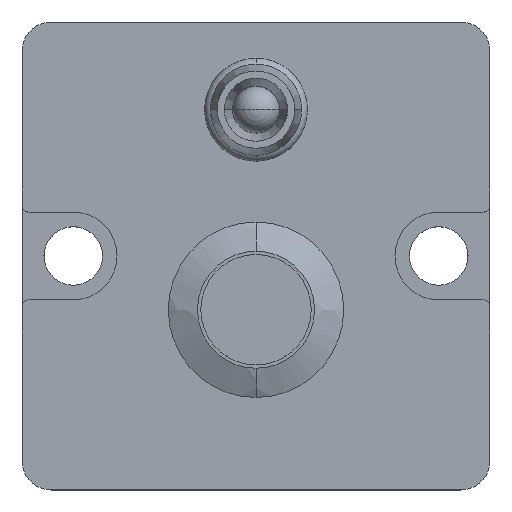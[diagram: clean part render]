
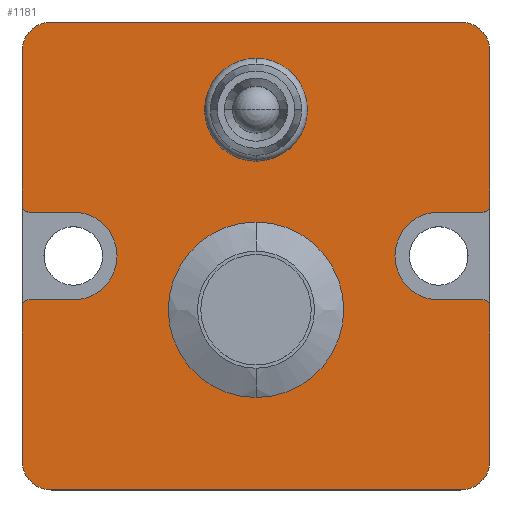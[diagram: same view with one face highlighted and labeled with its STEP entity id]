
A CAD part, top view. The second image highlights one B-rep face of the part: STEP entity #1181.
In plain terms, the highlighted planar face has unit normal (0, 0, 1).
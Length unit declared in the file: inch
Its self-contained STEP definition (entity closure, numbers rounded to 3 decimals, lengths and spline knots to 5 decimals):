
#742=CARTESIAN_POINT('',(0.,-0.227,0.015));
#743=DIRECTION('',(0.,0.,1.));
#744=DIRECTION('',(1.,0.,0.));
#745=AXIS2_PLACEMENT_3D('',#742,#743,#744);
#747=CARTESIAN_POINT('',(0.,-0.227,0.015));
#748=DIRECTION('',(0.,0.,1.));
#749=DIRECTION('',(-1.,0.,0.));
#750=AXIS2_PLACEMENT_3D('',#747,#748,#749);
#752=CARTESIAN_POINT('',(0.,0.62488,0.015));
#753=DIRECTION('',(0.,0.,1.));
#754=DIRECTION('',(1.,0.,0.));
#755=AXIS2_PLACEMENT_3D('',#752,#753,#754);
#757=CARTESIAN_POINT('',(0.,0.62488,0.015));
#758=DIRECTION('',(0.,0.,1.));
#759=DIRECTION('',(-1.,0.,0.));
#760=AXIS2_PLACEMENT_3D('',#757,#758,#759);
#762=CARTESIAN_POINT('',(-0.97,0.2175,0.015));
#763=DIRECTION('',(0.,0.,1.));
#764=DIRECTION('',(-1.,0.,0.));
#765=AXIS2_PLACEMENT_3D('',#762,#763,#764);
#767=DIRECTION('',(0.,-1.,0.));
#768=VECTOR('',#767,0.6575);
#769=CARTESIAN_POINT('',(-1.,0.875,0.015));
#770=LINE('',#769,#768);
#771=CARTESIAN_POINT('',(-0.875,0.875,0.015));
#772=DIRECTION('',(0.,0.,1.));
#773=DIRECTION('',(0.,1.,0.));
#774=AXIS2_PLACEMENT_3D('',#771,#772,#773);
#776=DIRECTION('',(-1.,0.,0.));
#777=VECTOR('',#776,1.75);
#778=CARTESIAN_POINT('',(0.875,1.,0.015));
#779=LINE('',#778,#777);
#780=CARTESIAN_POINT('',(0.875,0.875,0.015));
#781=DIRECTION('',(0.,0.,1.));
#782=DIRECTION('',(1.,0.,0.));
#783=AXIS2_PLACEMENT_3D('',#780,#781,#782);
#785=DIRECTION('',(0.,1.,0.));
#786=VECTOR('',#785,0.6575);
#787=CARTESIAN_POINT('',(1.,0.2175,0.015));
#788=LINE('',#787,#786);
#789=CARTESIAN_POINT('',(0.97,0.2175,0.015));
#790=DIRECTION('',(0.,0.,1.));
#791=DIRECTION('',(0.,-1.,0.));
#792=AXIS2_PLACEMENT_3D('',#789,#790,#791);
#794=DIRECTION('',(-1.,0.,0.));
#795=VECTOR('',#794,0.18875);
#796=CARTESIAN_POINT('',(0.97,0.1875,0.015));
#797=LINE('',#796,#795);
#798=CARTESIAN_POINT('',(0.78125,0.,0.015));
#799=DIRECTION('',(0.,0.,1.));
#800=DIRECTION('',(0.,1.,0.));
#801=AXIS2_PLACEMENT_3D('',#798,#799,#800);
#803=DIRECTION('',(-1.,0.,0.));
#804=VECTOR('',#803,0.18875);
#805=CARTESIAN_POINT('',(0.97,-0.1875,0.015));
#806=LINE('',#805,#804);
#807=CARTESIAN_POINT('',(0.97,-0.2175,0.015));
#808=DIRECTION('',(0.,0.,1.));
#809=DIRECTION('',(1.,0.,0.));
#810=AXIS2_PLACEMENT_3D('',#807,#808,#809);
#812=DIRECTION('',(0.,1.,0.));
#813=VECTOR('',#812,0.6575);
#814=CARTESIAN_POINT('',(1.,-0.875,0.015));
#815=LINE('',#814,#813);
#816=CARTESIAN_POINT('',(0.875,-0.875,0.015));
#817=DIRECTION('',(0.,0.,1.));
#818=DIRECTION('',(0.,-1.,0.));
#819=AXIS2_PLACEMENT_3D('',#816,#817,#818);
#821=DIRECTION('',(1.,0.,0.));
#822=VECTOR('',#821,1.75);
#823=CARTESIAN_POINT('',(-0.875,-1.,0.015));
#824=LINE('',#823,#822);
#825=CARTESIAN_POINT('',(-0.875,-0.875,0.015));
#826=DIRECTION('',(0.,0.,1.));
#827=DIRECTION('',(-1.,0.,0.));
#828=AXIS2_PLACEMENT_3D('',#825,#826,#827);
#830=DIRECTION('',(0.,-1.,0.));
#831=VECTOR('',#830,0.6575);
#832=CARTESIAN_POINT('',(-1.,-0.2175,0.015));
#833=LINE('',#832,#831);
#834=CARTESIAN_POINT('',(-0.97,-0.2175,0.015));
#835=DIRECTION('',(0.,0.,1.));
#836=DIRECTION('',(0.,1.,0.));
#837=AXIS2_PLACEMENT_3D('',#834,#835,#836);
#839=DIRECTION('',(1.,0.,0.));
#840=VECTOR('',#839,0.18875);
#841=CARTESIAN_POINT('',(-0.97,-0.1875,0.015));
#842=LINE('',#841,#840);
#843=CARTESIAN_POINT('',(-0.78125,0.,0.015));
#844=DIRECTION('',(0.,0.,1.));
#845=DIRECTION('',(0.,-1.,0.));
#846=AXIS2_PLACEMENT_3D('',#843,#844,#845);
#848=DIRECTION('',(1.,0.,0.));
#849=VECTOR('',#848,0.18875);
#850=CARTESIAN_POINT('',(-0.97,0.1875,0.015));
#851=LINE('',#850,#849);
#944=CARTESIAN_POINT('',(-0.875,1.,0.015));
#945=VERTEX_POINT('',#944);
#946=CARTESIAN_POINT('',(-1.,0.875,0.015));
#947=VERTEX_POINT('',#946);
#952=CARTESIAN_POINT('',(1.,0.875,0.015));
#953=VERTEX_POINT('',#952);
#954=CARTESIAN_POINT('',(0.875,1.,0.015));
#955=VERTEX_POINT('',#954);
#960=CARTESIAN_POINT('',(0.875,-1.,0.015));
#961=VERTEX_POINT('',#960);
#962=CARTESIAN_POINT('',(1.,-0.875,0.015));
#963=VERTEX_POINT('',#962);
#968=CARTESIAN_POINT('',(-1.,-0.875,0.015));
#969=VERTEX_POINT('',#968);
#970=CARTESIAN_POINT('',(-0.875,-1.,0.015));
#971=VERTEX_POINT('',#970);
#980=CARTESIAN_POINT('',(-0.78125,-0.1875,0.015));
#981=CARTESIAN_POINT('',(-0.78125,0.1875,0.015));
#982=VERTEX_POINT('',#980);
#983=VERTEX_POINT('',#981);
#984=CARTESIAN_POINT('',(0.78125,0.1875,0.015));
#985=CARTESIAN_POINT('',(0.78125,-0.1875,0.015));
#986=VERTEX_POINT('',#984);
#987=VERTEX_POINT('',#985);
#996=CARTESIAN_POINT('',(0.315,-0.227,0.015));
#997=CARTESIAN_POINT('',(-0.315,-0.227,0.015));
#998=VERTEX_POINT('',#996);
#999=VERTEX_POINT('',#997);
#1000=CARTESIAN_POINT('',(0.175,0.62488,0.015));
#1001=CARTESIAN_POINT('',(-0.175,0.62488,0.015));
#1002=VERTEX_POINT('',#1000);
#1003=VERTEX_POINT('',#1001);
#1004=CARTESIAN_POINT('',(-1.,0.2175,0.015));
#1005=CARTESIAN_POINT('',(-0.97,0.1875,0.015));
#1006=VERTEX_POINT('',#1004);
#1007=VERTEX_POINT('',#1005);
#1016=CARTESIAN_POINT('',(-0.97,-0.1875,0.015));
#1017=VERTEX_POINT('',#1016);
#1018=CARTESIAN_POINT('',(-1.,-0.2175,0.015));
#1019=VERTEX_POINT('',#1018);
#1024=CARTESIAN_POINT('',(0.97,0.1875,0.015));
#1025=VERTEX_POINT('',#1024);
#1026=CARTESIAN_POINT('',(1.,0.2175,0.015));
#1027=VERTEX_POINT('',#1026);
#1028=CARTESIAN_POINT('',(1.,-0.2175,0.015));
#1029=CARTESIAN_POINT('',(0.97,-0.1875,0.015));
#1030=VERTEX_POINT('',#1028);
#1031=VERTEX_POINT('',#1029);
#1124=CARTESIAN_POINT('',(0.,0.,0.015));
#1125=DIRECTION('',(0.,0.,1.));
#1126=DIRECTION('',(1.,0.,0.));
#1127=AXIS2_PLACEMENT_3D('',#1124,#1125,#1126);
#1128=PLANE('',#1127);
#1130=ORIENTED_EDGE('',*,*,#1129,.F.);
#1132=ORIENTED_EDGE('',*,*,#1131,.F.);
#1134=ORIENTED_EDGE('',*,*,#1133,.F.);
#1136=ORIENTED_EDGE('',*,*,#1135,.F.);
#1138=ORIENTED_EDGE('',*,*,#1137,.F.);
#1140=ORIENTED_EDGE('',*,*,#1139,.F.);
#1142=ORIENTED_EDGE('',*,*,#1141,.F.);
#1144=ORIENTED_EDGE('',*,*,#1143,.T.);
#1146=ORIENTED_EDGE('',*,*,#1145,.T.);
#1148=ORIENTED_EDGE('',*,*,#1147,.F.);
#1150=ORIENTED_EDGE('',*,*,#1149,.F.);
#1152=ORIENTED_EDGE('',*,*,#1151,.F.);
#1154=ORIENTED_EDGE('',*,*,#1153,.F.);
#1156=ORIENTED_EDGE('',*,*,#1155,.F.);
#1158=ORIENTED_EDGE('',*,*,#1157,.F.);
#1160=ORIENTED_EDGE('',*,*,#1159,.F.);
#1162=ORIENTED_EDGE('',*,*,#1161,.F.);
#1164=ORIENTED_EDGE('',*,*,#1163,.T.);
#1166=ORIENTED_EDGE('',*,*,#1165,.T.);
#1168=ORIENTED_EDGE('',*,*,#1167,.F.);
#1169=EDGE_LOOP('',(#1130,#1132,#1134,#1136,#1138,#1140,#1142,#1144,#1146,#1148,
#1150,#1152,#1154,#1156,#1158,#1160,#1162,#1164,#1166,#1168));
#1170=FACE_OUTER_BOUND('',#1169,.F.);
#1172=ORIENTED_EDGE('',*,*,#1171,.T.);
#1174=ORIENTED_EDGE('',*,*,#1173,.T.);
#1175=EDGE_LOOP('',(#1172,#1174));
#1176=FACE_BOUND('',#1175,.F.);
#1177=ORIENTED_EDGE('',*,*,#1104,.T.);
#1178=ORIENTED_EDGE('',*,*,#1118,.T.);
#1179=EDGE_LOOP('',(#1177,#1178));
#1180=FACE_BOUND('',#1179,.F.);
#1181=ADVANCED_FACE('',(#1170,#1176,#1180),#1128,.T.);
#746=CIRCLE('',#745,0.315);
#751=CIRCLE('',#750,0.315);
#756=CIRCLE('',#755,0.175);
#761=CIRCLE('',#760,0.175);
#766=CIRCLE('',#765,0.03);
#775=CIRCLE('',#774,0.125);
#784=CIRCLE('',#783,0.125);
#793=CIRCLE('',#792,0.03);
#802=CIRCLE('',#801,0.1875);
#811=CIRCLE('',#810,0.03);
#820=CIRCLE('',#819,0.125);
#829=CIRCLE('',#828,0.125);
#838=CIRCLE('',#837,0.03);
#847=CIRCLE('',#846,0.1875);
#1104=EDGE_CURVE('',#998,#999,#746,.T.);
#1118=EDGE_CURVE('',#999,#998,#751,.T.);
#1129=EDGE_CURVE('',#1006,#1007,#766,.T.);
#1131=EDGE_CURVE('',#947,#1006,#770,.T.);
#1133=EDGE_CURVE('',#945,#947,#775,.T.);
#1135=EDGE_CURVE('',#955,#945,#779,.T.);
#1137=EDGE_CURVE('',#953,#955,#784,.T.);
#1139=EDGE_CURVE('',#1027,#953,#788,.T.);
#1141=EDGE_CURVE('',#1025,#1027,#793,.T.);
#1143=EDGE_CURVE('',#1025,#986,#797,.T.);
#1145=EDGE_CURVE('',#986,#987,#802,.T.);
#1147=EDGE_CURVE('',#1031,#987,#806,.T.);
#1149=EDGE_CURVE('',#1030,#1031,#811,.T.);
#1151=EDGE_CURVE('',#963,#1030,#815,.T.);
#1153=EDGE_CURVE('',#961,#963,#820,.T.);
#1155=EDGE_CURVE('',#971,#961,#824,.T.);
#1157=EDGE_CURVE('',#969,#971,#829,.T.);
#1159=EDGE_CURVE('',#1019,#969,#833,.T.);
#1161=EDGE_CURVE('',#1017,#1019,#838,.T.);
#1163=EDGE_CURVE('',#1017,#982,#842,.T.);
#1165=EDGE_CURVE('',#982,#983,#847,.T.);
#1167=EDGE_CURVE('',#1007,#983,#851,.T.);
#1171=EDGE_CURVE('',#1002,#1003,#756,.T.);
#1173=EDGE_CURVE('',#1003,#1002,#761,.T.);
